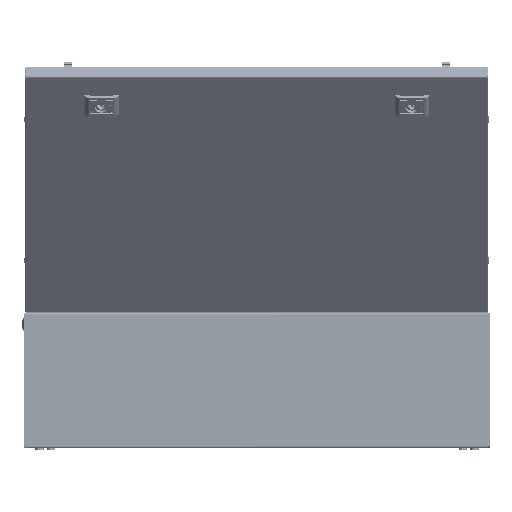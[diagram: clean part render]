
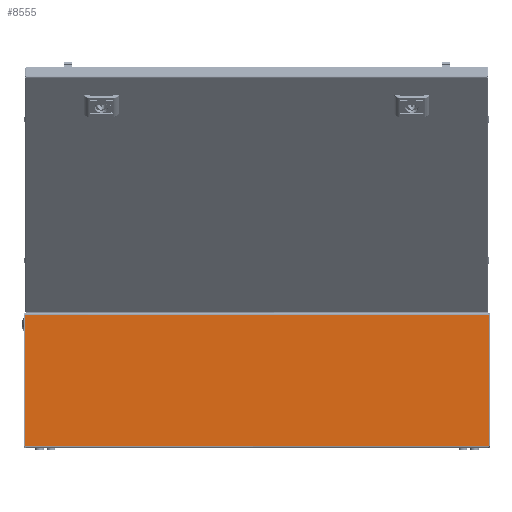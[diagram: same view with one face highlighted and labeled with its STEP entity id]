
A CAD part, front view. The second image highlights one B-rep face of the part: STEP entity #8555.
In plain terms, the highlighted planar face has unit normal (0, -1, 0).
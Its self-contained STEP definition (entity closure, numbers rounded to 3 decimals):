
#8555 = ADVANCED_FACE ( 'NONE', ( #114429 ), #114430, .F. ) ;
#12279 = AXIS2_PLACEMENT_3D ( 'NONE', #114421, #114432, #114433 ) ;
#18334 = LINE ( 'NONE', #18335, #105697 ) ;
#18335 = CARTESIAN_POINT ( 'NONE',  ( -298.5, -200., 1.5 ) ) ;
#18337 = DIRECTION ( 'NONE',  ( -1., 0., 0. ) ) ;
#18351 = LINE ( 'NONE', #18377, #105702 ) ;
#18371 = LINE ( 'NONE', #18373, #105705 ) ;
#18373 = CARTESIAN_POINT ( 'NONE',  ( 297.793, -200., 170.5 ) ) ;
#18375 = DIRECTION ( 'NONE',  ( -1., 0., 0. ) ) ;
#18377 = CARTESIAN_POINT ( 'NONE',  ( -298.4, -200., 1.5 ) ) ;
#18381 = DIRECTION ( 'NONE',  ( 0., 0., 1. ) ) ;
#18388 = LINE ( 'NONE', #18391, #105709 ) ;
#18391 = CARTESIAN_POINT ( 'NONE',  ( 298.4, -200., 1.5 ) ) ;
#18393 = DIRECTION ( 'NONE',  ( 0., 0., 1. ) ) ;
#76742 = EDGE_LOOP ( 'NONE', ( #124060, #124063, #124066, #124069 ) ) ;
#105697 = VECTOR ( 'NONE', #18337, 1000. ) ;
#105702 = VECTOR ( 'NONE', #18381, 1000. ) ;
#105705 = VECTOR ( 'NONE', #18375, 1000. ) ;
#105709 = VECTOR ( 'NONE', #18393, 1000. ) ;
#114421 = CARTESIAN_POINT ( 'NONE',  ( -298.5, -200., 172. ) ) ;
#114429 = FACE_OUTER_BOUND ( 'NONE', #76742, .T. ) ;
#114430 = PLANE ( 'NONE',  #12279 ) ;
#114432 = DIRECTION ( 'NONE',  ( 0., 1., 0. ) ) ;
#114433 = DIRECTION ( 'NONE',  ( 0., 0., 1. ) ) ;
#122309 = CARTESIAN_POINT ( 'NONE',  ( 298.4, -200., 1.5 ) ) ;
#122313 = CARTESIAN_POINT ( 'NONE',  ( 298.4, -200., 170.5 ) ) ;
#122323 = CARTESIAN_POINT ( 'NONE',  ( -298.4, -200., 1.5 ) ) ;
#122326 = CARTESIAN_POINT ( 'NONE',  ( -298.4, -200., 170.5 ) ) ;
#124060 = ORIENTED_EDGE ( 'NONE', *, *, #131046, .T. ) ;
#124063 = ORIENTED_EDGE ( 'NONE', *, *, #131048, .F. ) ;
#124066 = ORIENTED_EDGE ( 'NONE', *, *, #131032, .F. ) ;
#124069 = ORIENTED_EDGE ( 'NONE', *, *, #131052, .T. ) ;
#128059 = VERTEX_POINT ( 'NONE', #122309 ) ;
#128065 = VERTEX_POINT ( 'NONE', #122313 ) ;
#128077 = VERTEX_POINT ( 'NONE', #122323 ) ;
#128081 = VERTEX_POINT ( 'NONE', #122326 ) ;
#131032 = EDGE_CURVE ( 'NONE', #128059, #128077, #18334, .T. ) ;
#131046 = EDGE_CURVE ( 'NONE', #128065, #128081, #18371, .T. ) ;
#131048 = EDGE_CURVE ( 'NONE', #128077, #128081, #18351, .T. ) ;
#131052 = EDGE_CURVE ( 'NONE', #128059, #128065, #18388, .T. ) ;
